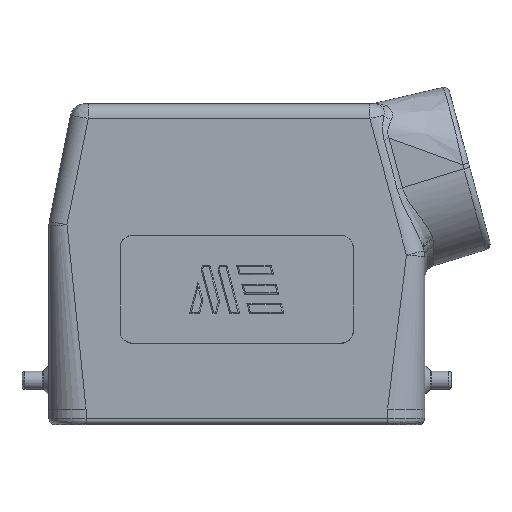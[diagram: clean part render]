
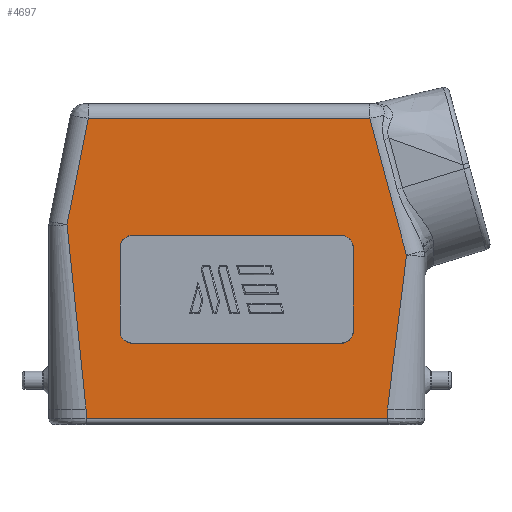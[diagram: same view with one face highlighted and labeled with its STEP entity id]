
A CAD part, front view. The second image highlights one B-rep face of the part: STEP entity #4697.
In plain terms, the highlighted planar face has unit normal (0, -1, 0).
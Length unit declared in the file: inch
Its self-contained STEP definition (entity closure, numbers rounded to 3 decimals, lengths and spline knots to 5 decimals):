
#42 = ORIENTED_EDGE ( 'NONE', *, *, #2284, .T. ) ;
#49 = CARTESIAN_POINT ( 'NONE',  ( -0.68898, -0.57677, 0.59055 ) ) ;
#91 = DIRECTION ( 'NONE',  ( 0., -1., 0. ) ) ;
#130 = LINE ( 'NONE', #6868, #3840 ) ;
#132 = ORIENTED_EDGE ( 'NONE', *, *, #451, .T. ) ;
#232 = CARTESIAN_POINT ( 'NONE',  ( -0.68898, -0.57677, 1.22047 ) ) ;
#420 = ORIENTED_EDGE ( 'NONE', *, *, #10535, .T. ) ;
#451 = EDGE_CURVE ( 'NONE', #4662, #9443, #7113, .T. ) ;
#514 = ORIENTED_EDGE ( 'NONE', *, *, #10810, .T. ) ;
#548 = EDGE_CURVE ( 'NONE', #7906, #3823, #9058, .T. ) ;
#582 = DIRECTION ( 'NONE',  ( 0., 1., 0. ) ) ;
#737 = ORIENTED_EDGE ( 'NONE', *, *, #5961, .T. ) ;
#738 = CARTESIAN_POINT ( 'NONE',  ( 0.68898, -0.57677, 0.59055 ) ) ;
#1230 = AXIS2_PLACEMENT_3D ( 'NONE', #6939, #91, #10291 ) ;
#1265 = VECTOR ( 'NONE', #2506, 39.37008 ) ;
#1428 = CIRCLE ( 'NONE', #4466, 0.07874 ) ;
#1468 = EDGE_CURVE ( 'NONE', #3396, #4662, #2492, .T. ) ;
#1556 = CARTESIAN_POINT ( 'NONE',  ( -0.99213, -0.57677, 0.07874 ) ) ;
#1627 = DIRECTION ( 'NONE',  ( 0., 0., -1. ) ) ;
#1654 = CARTESIAN_POINT ( 'NONE',  ( 0.76772, -0.57677, 1.14173 ) ) ;
#1679 = DIRECTION ( 'NONE',  ( 0.103, 0., -0.995 ) ) ;
#1741 = DIRECTION ( 'NONE',  ( 0., 0., -1. ) ) ;
#1832 = DIRECTION ( 'NONE',  ( 0., 0., -1. ) ) ;
#1984 = ORIENTED_EDGE ( 'NONE', *, *, #7357, .T. ) ;
#2061 = DIRECTION ( 'NONE',  ( -1., 0., 0. ) ) ;
#2185 = DIRECTION ( 'NONE',  ( 1., 0., 0. ) ) ;
#2206 = DIRECTION ( 'NONE',  ( 0.122, 0., 0.993 ) ) ;
#2284 = EDGE_CURVE ( 'NONE', #3748, #7272, #3564, .T. ) ;
#2338 = EDGE_LOOP ( 'NONE', ( #5729, #420, #3430, #132, #1984, #3497, #2769, #42 ) ) ;
#2492 = CIRCLE ( 'NONE', #5153, 0.07874 ) ;
#2506 = DIRECTION ( 'NONE',  ( -0.259, 0., 0.966 ) ) ;
#2513 = LINE ( 'NONE', #9318, #3776 ) ;
#2525 = CARTESIAN_POINT ( 'NONE',  ( -0.99213, -0.57677, 0.01575 ) ) ;
#2697 = VERTEX_POINT ( 'NONE', #6891 ) ;
#2743 = CARTESIAN_POINT ( 'NONE',  ( 1.23622, -0.57677, 0.51181 ) ) ;
#2769 = ORIENTED_EDGE ( 'NONE', *, *, #8700, .T. ) ;
#2874 = CARTESIAN_POINT ( 'NONE',  ( 0.99213, -0.57677, -0.02362 ) ) ;
#3147 = CARTESIAN_POINT ( 'NONE',  ( -0.97719, -0.57677, 1.99213 ) ) ;
#3148 = VERTEX_POINT ( 'NONE', #1556 ) ;
#3167 = EDGE_CURVE ( 'NONE', #3823, #3712, #5911, .T. ) ;
#3287 = EDGE_CURVE ( 'NONE', #2697, #8429, #3682, .T. ) ;
#3396 = VERTEX_POINT ( 'NONE', #9907 ) ;
#3430 = ORIENTED_EDGE ( 'NONE', *, *, #1468, .T. ) ;
#3497 = ORIENTED_EDGE ( 'NONE', *, *, #8463, .T. ) ;
#3564 = LINE ( 'NONE', #6962, #3930 ) ;
#3612 = PLANE ( 'NONE',  #1230 ) ;
#3619 = ORIENTED_EDGE ( 'NONE', *, *, #548, .T. ) ;
#3682 = LINE ( 'NONE', #7921, #8214 ) ;
#3712 = VERTEX_POINT ( 'NONE', #3827 ) ;
#3732 = DIRECTION ( 'NONE',  ( 0., 1., 0. ) ) ;
#3748 = VERTEX_POINT ( 'NONE', #10014 ) ;
#3776 = VECTOR ( 'NONE', #1679, 39.37008 ) ;
#3823 = VERTEX_POINT ( 'NONE', #6555 ) ;
#3827 = CARTESIAN_POINT ( 'NONE',  ( 0.87548, -0.57677, 1.99213 ) ) ;
#3840 = VECTOR ( 'NONE', #1741, 39.37008 ) ;
#3930 = VECTOR ( 'NONE', #10423, 39.37008 ) ;
#4023 = EDGE_CURVE ( 'NONE', #7906, #2697, #8059, .T. ) ;
#4142 = DIRECTION ( 'NONE',  ( 0., 1., 0. ) ) ;
#4250 = CARTESIAN_POINT ( 'NONE',  ( -0.97719, -0.57677, 1.99213 ) ) ;
#4466 = AXIS2_PLACEMENT_3D ( 'NONE', #738, #4142, #1627 ) ;
#4662 = VERTEX_POINT ( 'NONE', #1654 ) ;
#4697 = ADVANCED_FACE ( 'NONE', ( #9454, #10351 ), #3612, .T. ) ;
#4716 = CARTESIAN_POINT ( 'NONE',  ( -0.68898, -0.57677, 1.14173 ) ) ;
#4732 = VECTOR ( 'NONE', #2185, 39.37008 ) ;
#4803 = CARTESIAN_POINT ( 'NONE',  ( 1.23622, -0.57677, 1.22047 ) ) ;
#4883 = CARTESIAN_POINT ( 'NONE',  ( 0.99213, -0.57677, 0.07874 ) ) ;
#5107 = EDGE_CURVE ( 'NONE', #9827, #3148, #2513, .T. ) ;
#5121 = VERTEX_POINT ( 'NONE', #9593 ) ;
#5153 = AXIS2_PLACEMENT_3D ( 'NONE', #8915, #3732, #8134 ) ;
#5252 = DIRECTION ( 'NONE',  ( -1., 0., 0. ) ) ;
#5282 = ORIENTED_EDGE ( 'NONE', *, *, #9348, .T. ) ;
#5369 = CIRCLE ( 'NONE', #5903, 0.07874 ) ;
#5647 = CARTESIAN_POINT ( 'NONE',  ( -0.76772, -0.57677, 1.14173 ) ) ;
#5729 = ORIENTED_EDGE ( 'NONE', *, *, #6039, .T. ) ;
#5752 = LINE ( 'NONE', #4803, #4732 ) ;
#5903 = AXIS2_PLACEMENT_3D ( 'NONE', #49, #7744, #1832 ) ;
#5911 = LINE ( 'NONE', #9253, #1265 ) ;
#5961 = EDGE_CURVE ( 'NONE', #8349, #9827, #10841, .T. ) ;
#6039 = EDGE_CURVE ( 'NONE', #7272, #9878, #7705, .T. ) ;
#6301 = LINE ( 'NONE', #9701, #8090 ) ;
#6555 = CARTESIAN_POINT ( 'NONE',  ( 1.1168, -0.57677, 1.09152 ) ) ;
#6641 = ORIENTED_EDGE ( 'NONE', *, *, #3287, .F. ) ;
#6756 = VECTOR ( 'NONE', #8629, 39.37008 ) ;
#6868 = CARTESIAN_POINT ( 'NONE',  ( -0.99213, -0.57677, 0.07874 ) ) ;
#6891 = CARTESIAN_POINT ( 'NONE',  ( 0.99213, -0.57677, 0.01575 ) ) ;
#6939 = CARTESIAN_POINT ( 'NONE',  ( 1.23622, -0.57677, 0.07874 ) ) ;
#6962 = CARTESIAN_POINT ( 'NONE',  ( -0.76772, -0.57677, 0.07874 ) ) ;
#6972 = VECTOR ( 'NONE', #8831, 39.37008 ) ;
#7073 = ORIENTED_EDGE ( 'NONE', *, *, #5107, .T. ) ;
#7077 = DIRECTION ( 'NONE',  ( -1., 0., 0. ) ) ;
#7113 = LINE ( 'NONE', #9461, #6756 ) ;
#7159 = AXIS2_PLACEMENT_3D ( 'NONE', #4716, #582, #7385 ) ;
#7272 = VERTEX_POINT ( 'NONE', #5647 ) ;
#7357 = EDGE_CURVE ( 'NONE', #9443, #5121, #1428, .T. ) ;
#7385 = DIRECTION ( 'NONE',  ( 0., 0., -1. ) ) ;
#7655 = VECTOR ( 'NONE', #2206, 39.37008 ) ;
#7705 = CIRCLE ( 'NONE', #7159, 0.07874 ) ;
#7744 = DIRECTION ( 'NONE',  ( 0., 1., 0. ) ) ;
#7759 = CARTESIAN_POINT ( 'NONE',  ( -1.11731, -0.57677, 1.2915 ) ) ;
#7785 = VERTEX_POINT ( 'NONE', #10467 ) ;
#7906 = VERTEX_POINT ( 'NONE', #4883 ) ;
#7921 = CARTESIAN_POINT ( 'NONE',  ( -1.16473, -0.57677, 0.01575 ) ) ;
#8059 = LINE ( 'NONE', #2874, #6972 ) ;
#8090 = VECTOR ( 'NONE', #2061, 39.37008 ) ;
#8134 = DIRECTION ( 'NONE',  ( 0., 0., -1. ) ) ;
#8211 = VECTOR ( 'NONE', #5252, 39.37008 ) ;
#8214 = VECTOR ( 'NONE', #7077, 39.37008 ) ;
#8349 = VERTEX_POINT ( 'NONE', #4250 ) ;
#8429 = VERTEX_POINT ( 'NONE', #2525 ) ;
#8463 = EDGE_CURVE ( 'NONE', #5121, #7785, #10490, .T. ) ;
#8629 = DIRECTION ( 'NONE',  ( 0., 0., -1. ) ) ;
#8700 = EDGE_CURVE ( 'NONE', #7785, #3748, #5369, .T. ) ;
#8831 = DIRECTION ( 'NONE',  ( 0., 0., -1. ) ) ;
#8898 = CARTESIAN_POINT ( 'NONE',  ( 0.99213, -0.57677, 0.07874 ) ) ;
#8915 = CARTESIAN_POINT ( 'NONE',  ( 0.68898, -0.57677, 1.14173 ) ) ;
#9052 = DIRECTION ( 'NONE',  ( -0.196, 0., -0.981 ) ) ;
#9058 = LINE ( 'NONE', #8898, #7655 ) ;
#9253 = CARTESIAN_POINT ( 'NONE',  ( 1.1168, -0.57677, 1.09152 ) ) ;
#9302 = VECTOR ( 'NONE', #9052, 39.37008 ) ;
#9318 = CARTESIAN_POINT ( 'NONE',  ( -1.11731, -0.57677, 1.2915 ) ) ;
#9348 = EDGE_CURVE ( 'NONE', #3148, #8429, #130, .T. ) ;
#9441 = EDGE_LOOP ( 'NONE', ( #737, #7073, #5282, #6641, #10611, #3619, #10473, #514 ) ) ;
#9443 = VERTEX_POINT ( 'NONE', #10329 ) ;
#9454 = FACE_OUTER_BOUND ( 'NONE', #9441, .T. ) ;
#9461 = CARTESIAN_POINT ( 'NONE',  ( 0.76772, -0.57677, 0.07874 ) ) ;
#9593 = CARTESIAN_POINT ( 'NONE',  ( 0.68898, -0.57677, 0.51181 ) ) ;
#9701 = CARTESIAN_POINT ( 'NONE',  ( 1.23622, -0.57677, 1.99213 ) ) ;
#9827 = VERTEX_POINT ( 'NONE', #7759 ) ;
#9878 = VERTEX_POINT ( 'NONE', #232 ) ;
#9907 = CARTESIAN_POINT ( 'NONE',  ( 0.68898, -0.57677, 1.22047 ) ) ;
#10014 = CARTESIAN_POINT ( 'NONE',  ( -0.76772, -0.57677, 0.59055 ) ) ;
#10291 = DIRECTION ( 'NONE',  ( 1., 0., 0. ) ) ;
#10329 = CARTESIAN_POINT ( 'NONE',  ( 0.76772, -0.57677, 0.59055 ) ) ;
#10351 = FACE_BOUND ( 'NONE', #2338, .T. ) ;
#10423 = DIRECTION ( 'NONE',  ( 0., 0., 1. ) ) ;
#10467 = CARTESIAN_POINT ( 'NONE',  ( -0.68898, -0.57677, 0.51181 ) ) ;
#10473 = ORIENTED_EDGE ( 'NONE', *, *, #3167, .T. ) ;
#10490 = LINE ( 'NONE', #2743, #8211 ) ;
#10535 = EDGE_CURVE ( 'NONE', #9878, #3396, #5752, .T. ) ;
#10611 = ORIENTED_EDGE ( 'NONE', *, *, #4023, .F. ) ;
#10810 = EDGE_CURVE ( 'NONE', #3712, #8349, #6301, .T. ) ;
#10841 = LINE ( 'NONE', #3147, #9302 ) ;
